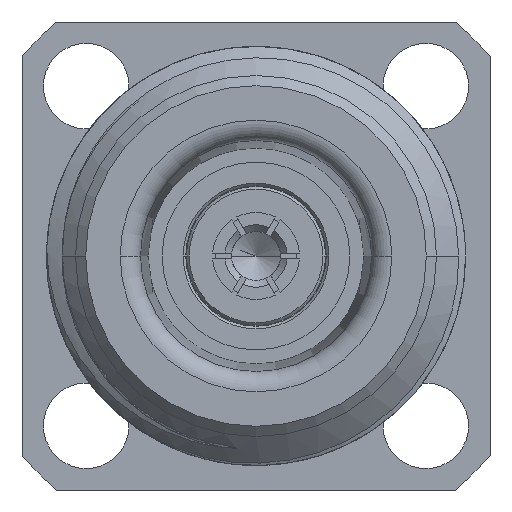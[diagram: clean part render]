
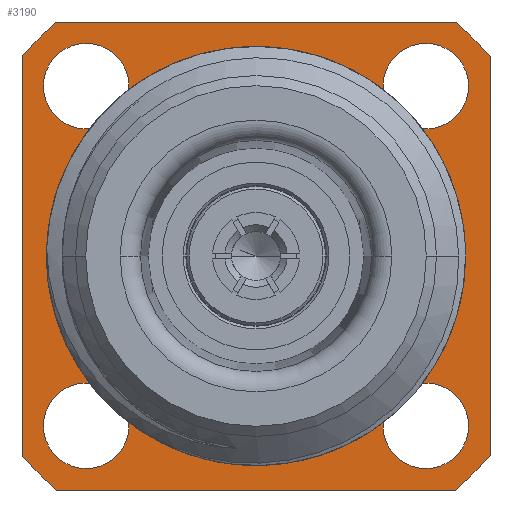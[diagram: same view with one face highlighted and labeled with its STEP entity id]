
A CAD part, left-side view. The second image highlights one B-rep face of the part: STEP entity #3190.
In plain terms, the highlighted planar face has unit normal (-1, 0, 0).
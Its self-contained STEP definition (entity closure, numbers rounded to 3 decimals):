
#80=CARTESIAN_POINT('',(16.4,0.,0.));
#81=DIRECTION('',(-1.,0.,0.));
#82=DIRECTION('',(0.,0.649,0.761));
#83=AXIS2_PLACEMENT_3D('',#80,#81,#82);
#89=CARTESIAN_POINT('',(16.4,0.,0.));
#90=DIRECTION('',(-1.,0.,0.));
#91=DIRECTION('',(0.,-0.761,0.649));
#92=AXIS2_PLACEMENT_3D('',#89,#90,#91);
#107=CARTESIAN_POINT('',(16.4,0.,0.));
#108=DIRECTION('',(-1.,0.,0.));
#109=DIRECTION('',(0.,-0.649,-0.761));
#110=AXIS2_PLACEMENT_3D('',#107,#108,#109);
#125=CARTESIAN_POINT('',(16.4,0.,0.));
#126=DIRECTION('',(-1.,0.,0.));
#127=DIRECTION('',(0.,0.761,-0.649));
#128=AXIS2_PLACEMENT_3D('',#125,#126,#127);
#139=DIRECTION('',(0.,0.,-1.));
#140=VECTOR('',#139,14.925);
#141=CARTESIAN_POINT('',(16.4,8.75,7.462));
#142=LINE('',#141,#140);
#143=DIRECTION('',(0.,1.,0.));
#144=VECTOR('',#143,14.925);
#145=CARTESIAN_POINT('',(16.4,-7.462,8.75));
#146=LINE('',#145,#144);
#147=DIRECTION('',(0.,0.,1.));
#148=VECTOR('',#147,14.925);
#149=CARTESIAN_POINT('',(16.4,-8.75,-7.462));
#150=LINE('',#149,#148);
#151=DIRECTION('',(0.,-1.,0.));
#152=VECTOR('',#151,14.925);
#153=CARTESIAN_POINT('',(16.4,7.462,-8.75));
#154=LINE('',#153,#152);
#155=CARTESIAN_POINT('',(16.4,0.,0.));
#156=DIRECTION('',(-1.,0.,0.));
#157=DIRECTION('',(0.,1.,0.));
#158=AXIS2_PLACEMENT_3D('',#155,#156,#157);
#160=CARTESIAN_POINT('',(16.4,0.,0.));
#161=DIRECTION('',(1.,0.,0.));
#162=DIRECTION('',(0.,1.,0.));
#163=AXIS2_PLACEMENT_3D('',#160,#161,#162);
#165=CARTESIAN_POINT('',(16.4,6.35,-6.35));
#166=DIRECTION('',(1.,0.,0.));
#167=DIRECTION('',(0.,0.,-1.));
#168=AXIS2_PLACEMENT_3D('',#165,#166,#167);
#170=CARTESIAN_POINT('',(16.4,6.35,-6.35));
#171=DIRECTION('',(1.,0.,0.));
#172=DIRECTION('',(0.,0.,1.));
#173=AXIS2_PLACEMENT_3D('',#170,#171,#172);
#175=CARTESIAN_POINT('',(16.4,-6.35,-6.35));
#176=DIRECTION('',(1.,0.,0.));
#177=DIRECTION('',(0.,-1.,0.));
#178=AXIS2_PLACEMENT_3D('',#175,#176,#177);
#180=CARTESIAN_POINT('',(16.4,-6.35,-6.35));
#181=DIRECTION('',(1.,0.,0.));
#182=DIRECTION('',(0.,1.,0.));
#183=AXIS2_PLACEMENT_3D('',#180,#181,#182);
#185=CARTESIAN_POINT('',(16.4,-6.35,6.35));
#186=DIRECTION('',(1.,0.,0.));
#187=DIRECTION('',(0.,0.,1.));
#188=AXIS2_PLACEMENT_3D('',#185,#186,#187);
#190=CARTESIAN_POINT('',(16.4,-6.35,6.35));
#191=DIRECTION('',(1.,0.,0.));
#192=DIRECTION('',(0.,0.,-1.));
#193=AXIS2_PLACEMENT_3D('',#190,#191,#192);
#195=CARTESIAN_POINT('',(16.4,6.35,6.35));
#196=DIRECTION('',(1.,0.,0.));
#197=DIRECTION('',(0.,1.,0.));
#198=AXIS2_PLACEMENT_3D('',#195,#196,#197);
#200=CARTESIAN_POINT('',(16.4,6.35,6.35));
#201=DIRECTION('',(1.,0.,0.));
#202=DIRECTION('',(0.,-1.,0.));
#203=AXIS2_PLACEMENT_3D('',#200,#201,#202);
#2618=CARTESIAN_POINT('',(16.4,5.7,0.));
#2620=VERTEX_POINT('',#2618);
#2622=CARTESIAN_POINT('',(16.4,-5.7,0.));
#2624=VERTEX_POINT('',#2622);
#2665=CARTESIAN_POINT('',(16.4,8.75,-7.462));
#2666=VERTEX_POINT('',#2665);
#2667=CARTESIAN_POINT('',(16.4,7.462,-8.75));
#2668=VERTEX_POINT('',#2667);
#2669=CARTESIAN_POINT('',(16.4,-7.462,-8.75));
#2670=VERTEX_POINT('',#2669);
#2671=CARTESIAN_POINT('',(16.4,-8.75,-7.462));
#2672=VERTEX_POINT('',#2671);
#2673=CARTESIAN_POINT('',(16.4,8.75,7.462));
#2674=VERTEX_POINT('',#2673);
#2675=CARTESIAN_POINT('',(16.4,-8.75,7.462));
#2676=VERTEX_POINT('',#2675);
#2677=CARTESIAN_POINT('',(16.4,-7.462,8.75));
#2678=VERTEX_POINT('',#2677);
#2679=CARTESIAN_POINT('',(16.4,7.462,8.75));
#2680=VERTEX_POINT('',#2679);
#2681=CARTESIAN_POINT('',(16.4,6.35,-7.95));
#2682=CARTESIAN_POINT('',(16.4,6.35,-4.75));
#2683=VERTEX_POINT('',#2681);
#2684=VERTEX_POINT('',#2682);
#2685=CARTESIAN_POINT('',(16.4,-7.95,-6.35));
#2686=CARTESIAN_POINT('',(16.4,-4.75,-6.35));
#2687=VERTEX_POINT('',#2685);
#2688=VERTEX_POINT('',#2686);
#2689=CARTESIAN_POINT('',(16.4,-6.35,7.95));
#2690=CARTESIAN_POINT('',(16.4,-6.35,4.75));
#2691=VERTEX_POINT('',#2689);
#2692=VERTEX_POINT('',#2690);
#2693=CARTESIAN_POINT('',(16.4,7.95,6.35));
#2694=CARTESIAN_POINT('',(16.4,4.75,6.35));
#2695=VERTEX_POINT('',#2693);
#2696=VERTEX_POINT('',#2694);
#3145=CARTESIAN_POINT('',(16.4,0.,0.));
#3146=DIRECTION('',(-1.,0.,0.));
#3147=DIRECTION('',(0.,1.,0.));
#3148=AXIS2_PLACEMENT_3D('',#3145,#3146,#3147);
#3149=PLANE('',#3148);
#3150=ORIENTED_EDGE('',*,*,#3041,.F.);
#3151=ORIENTED_EDGE('',*,*,#3057,.F.);
#3152=ORIENTED_EDGE('',*,*,#3070,.F.);
#3153=ORIENTED_EDGE('',*,*,#3083,.F.);
#3154=ORIENTED_EDGE('',*,*,#3098,.F.);
#3155=ORIENTED_EDGE('',*,*,#3111,.F.);
#3156=ORIENTED_EDGE('',*,*,#3126,.F.);
#3157=ORIENTED_EDGE('',*,*,#3138,.F.);
#3158=EDGE_LOOP('',(#3150,#3151,#3152,#3153,#3154,#3155,#3156,#3157));
#3159=FACE_OUTER_BOUND('',#3158,.F.);
#3161=ORIENTED_EDGE('',*,*,#3160,.T.);
#3163=ORIENTED_EDGE('',*,*,#3162,.F.);
#3164=EDGE_LOOP('',(#3161,#3163));
#3165=FACE_BOUND('',#3164,.F.);
#3167=ORIENTED_EDGE('',*,*,#3166,.F.);
#3169=ORIENTED_EDGE('',*,*,#3168,.F.);
#3170=EDGE_LOOP('',(#3167,#3169));
#3171=FACE_BOUND('',#3170,.F.);
#3173=ORIENTED_EDGE('',*,*,#3172,.F.);
#3175=ORIENTED_EDGE('',*,*,#3174,.F.);
#3176=EDGE_LOOP('',(#3173,#3175));
#3177=FACE_BOUND('',#3176,.F.);
#3179=ORIENTED_EDGE('',*,*,#3178,.F.);
#3181=ORIENTED_EDGE('',*,*,#3180,.F.);
#3182=EDGE_LOOP('',(#3179,#3181));
#3183=FACE_BOUND('',#3182,.F.);
#3185=ORIENTED_EDGE('',*,*,#3184,.F.);
#3187=ORIENTED_EDGE('',*,*,#3186,.F.);
#3188=EDGE_LOOP('',(#3185,#3187));
#3189=FACE_BOUND('',#3188,.F.);
#3190=ADVANCED_FACE('',(#3159,#3165,#3171,#3177,#3183,#3189),#3149,.T.);
#84=CIRCLE('',#83,11.5);
#93=CIRCLE('',#92,11.5);
#111=CIRCLE('',#110,11.5);
#129=CIRCLE('',#128,11.5);
#159=CIRCLE('',#158,5.7);
#164=CIRCLE('',#163,5.7);
#169=CIRCLE('',#168,1.6);
#174=CIRCLE('',#173,1.6);
#179=CIRCLE('',#178,1.6);
#184=CIRCLE('',#183,1.6);
#189=CIRCLE('',#188,1.6);
#194=CIRCLE('',#193,1.6);
#199=CIRCLE('',#198,1.6);
#204=CIRCLE('',#203,1.6);
#3041=EDGE_CURVE('',#2674,#2666,#142,.T.);
#3057=EDGE_CURVE('',#2680,#2674,#84,.T.);
#3070=EDGE_CURVE('',#2678,#2680,#146,.T.);
#3083=EDGE_CURVE('',#2676,#2678,#93,.T.);
#3098=EDGE_CURVE('',#2672,#2676,#150,.T.);
#3111=EDGE_CURVE('',#2670,#2672,#111,.T.);
#3126=EDGE_CURVE('',#2668,#2670,#154,.T.);
#3138=EDGE_CURVE('',#2666,#2668,#129,.T.);
#3160=EDGE_CURVE('',#2620,#2624,#159,.T.);
#3162=EDGE_CURVE('',#2620,#2624,#164,.T.);
#3166=EDGE_CURVE('',#2683,#2684,#169,.T.);
#3168=EDGE_CURVE('',#2684,#2683,#174,.T.);
#3172=EDGE_CURVE('',#2687,#2688,#179,.T.);
#3174=EDGE_CURVE('',#2688,#2687,#184,.T.);
#3178=EDGE_CURVE('',#2691,#2692,#189,.T.);
#3180=EDGE_CURVE('',#2692,#2691,#194,.T.);
#3184=EDGE_CURVE('',#2695,#2696,#199,.T.);
#3186=EDGE_CURVE('',#2696,#2695,#204,.T.);
